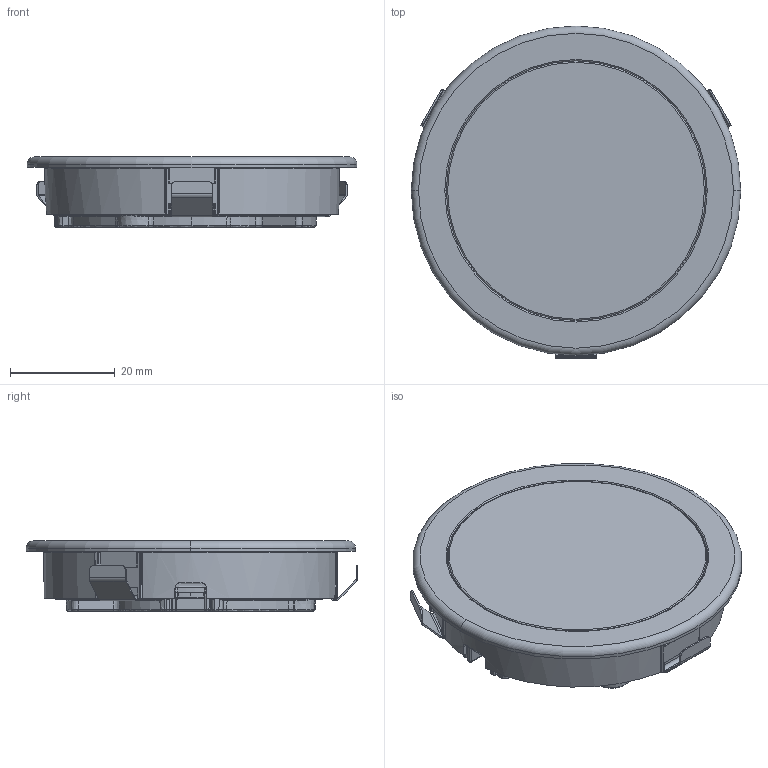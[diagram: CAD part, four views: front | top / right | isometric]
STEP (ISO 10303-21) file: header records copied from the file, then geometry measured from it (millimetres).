
FILE_DESCRIPTION (( 'STEP AP203' ), '1' );
FILE_NAME ('2000001 Einbauleuchte Moonlight 58 Round.STEP', '2021-01-13T08:24:11', ( '' ), ( '' ), 'SwSTEP 2.0', 'SolidWorks 2018', '' );
FILE_SCHEMA (( 'CONFIG_CONTROL_DESIGN' ));
Length unit declared in the file: millimetre
Products named in the file (1): 2000001 Einbauleuchte Moonlight 58 Round
Bounding box: 63 x 63.46 x 13.4 mm (x, y, z)
Volume: 31702.1 mm3; surface area: 9984.1 mm2
Topology: 1 solids, 1 shells, 587 faces, 1512 edges, 925 vertices
Faces by surface type: plane 152, bspline 149, cylinder 147, torus 59, cone 56, sphere 24
Entity records: 26036 total; most frequent: CARTESIAN_POINT 13390, ORIENTED_EDGE 3014, DIRECTION 2023, EDGE_CURVE 1507, VERTEX_POINT 925, AXIS2_PLACEMENT_3D 722, EDGE_LOOP 594, FACE_OUTER_BOUND 587
